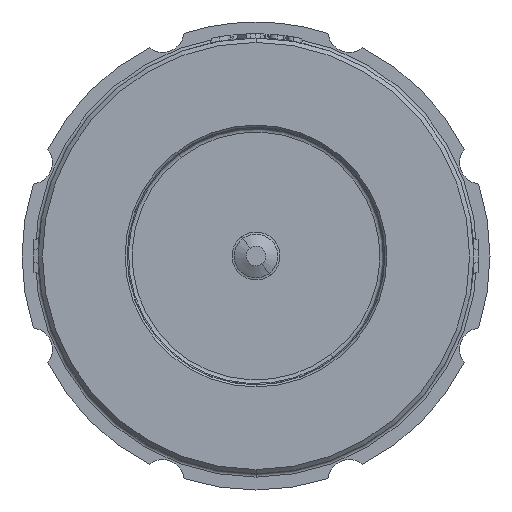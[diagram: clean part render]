
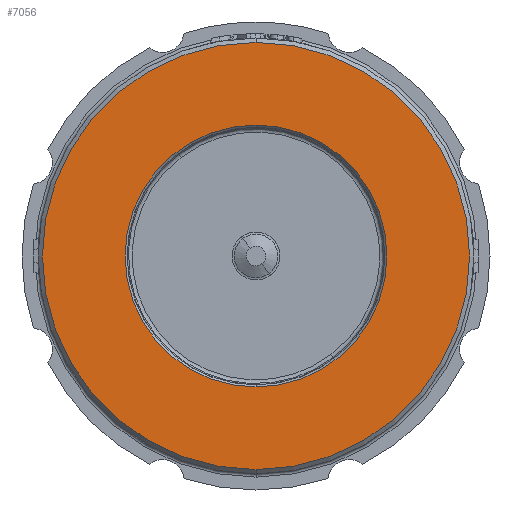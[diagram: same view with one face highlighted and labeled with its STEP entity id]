
A CAD part, front view. The second image highlights one B-rep face of the part: STEP entity #7056.
In plain terms, the highlighted planar face has unit normal (0, -1, 0).
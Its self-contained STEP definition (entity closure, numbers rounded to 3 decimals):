
#35 = CARTESIAN_POINT ( 'NONE',  ( 0., 2., 61. ) ) ;
#232 = DIRECTION ( 'NONE',  ( 0., 0., -1. ) ) ;
#970 = CIRCLE ( 'NONE', #1051, 99.5 ) ;
#1051 = AXIS2_PLACEMENT_3D ( 'NONE', #1857, #8723, #15361 ) ;
#1217 = CARTESIAN_POINT ( 'NONE',  ( 0., 2., 0. ) ) ;
#1857 = CARTESIAN_POINT ( 'NONE',  ( 0., 2., 0. ) ) ;
#2165 = EDGE_CURVE ( 'NONE', #7528, #4447, #15876, .T. ) ;
#2391 = EDGE_CURVE ( 'NONE', #4447, #7528, #970, .T. ) ;
#3372 = AXIS2_PLACEMENT_3D ( 'NONE', #16589, #12571, #232 ) ;
#3429 = FACE_OUTER_BOUND ( 'NONE', #13969, .T. ) ;
#4055 = DIRECTION ( 'NONE',  ( 0., 1., 0. ) ) ;
#4115 = DIRECTION ( 'NONE',  ( 0., 0., -1. ) ) ;
#4186 = CIRCLE ( 'NONE', #13269, 61. ) ;
#4447 = VERTEX_POINT ( 'NONE', #10417 ) ;
#5211 = DIRECTION ( 'NONE',  ( 0., 1., 0. ) ) ;
#5325 = CARTESIAN_POINT ( 'NONE',  ( 0., 2., 0. ) ) ;
#6354 = VERTEX_POINT ( 'NONE', #8256 ) ;
#7056 = ADVANCED_FACE ( 'NONE', ( #11550, #3429 ), #9712, .T. ) ;
#7528 = VERTEX_POINT ( 'NONE', #17267 ) ;
#8219 = ORIENTED_EDGE ( 'NONE', *, *, #13914, .T. ) ;
#8256 = CARTESIAN_POINT ( 'NONE',  ( 0., 2., -61. ) ) ;
#8723 = DIRECTION ( 'NONE',  ( 0., -1., 0. ) ) ;
#9301 = CIRCLE ( 'NONE', #12356, 61. ) ;
#9712 = PLANE ( 'NONE',  #3372 ) ;
#10417 = CARTESIAN_POINT ( 'NONE',  ( 0., 2., -99.5 ) ) ;
#10759 = DIRECTION ( 'NONE',  ( 0., 0., -1. ) ) ;
#10816 = DIRECTION ( 'NONE',  ( 0., -1., 0. ) ) ;
#11550 = FACE_BOUND ( 'NONE', #13340, .T. ) ;
#11918 = ORIENTED_EDGE ( 'NONE', *, *, #13415, .T. ) ;
#12356 = AXIS2_PLACEMENT_3D ( 'NONE', #5325, #5211, #14875 ) ;
#12571 = DIRECTION ( 'NONE',  ( 0., -1., 0. ) ) ;
#12779 = ORIENTED_EDGE ( 'NONE', *, *, #2165, .T. ) ;
#13269 = AXIS2_PLACEMENT_3D ( 'NONE', #15033, #4055, #4115 ) ;
#13340 = EDGE_LOOP ( 'NONE', ( #8219, #11918 ) ) ;
#13415 = EDGE_CURVE ( 'NONE', #17180, #6354, #9301, .T. ) ;
#13914 = EDGE_CURVE ( 'NONE', #6354, #17180, #4186, .T. ) ;
#13969 = EDGE_LOOP ( 'NONE', ( #12779, #17317 ) ) ;
#14875 = DIRECTION ( 'NONE',  ( 0., 0., -1. ) ) ;
#15033 = CARTESIAN_POINT ( 'NONE',  ( 0., 2., 0. ) ) ;
#15361 = DIRECTION ( 'NONE',  ( 0., 0., -1. ) ) ;
#15876 = CIRCLE ( 'NONE', #17232, 99.5 ) ;
#16589 = CARTESIAN_POINT ( 'NONE',  ( -127.387, 2., 0. ) ) ;
#17180 = VERTEX_POINT ( 'NONE', #35 ) ;
#17232 = AXIS2_PLACEMENT_3D ( 'NONE', #1217, #10816, #10759 ) ;
#17267 = CARTESIAN_POINT ( 'NONE',  ( 0., 2., 99.5 ) ) ;
#17317 = ORIENTED_EDGE ( 'NONE', *, *, #2391, .T. ) ;
